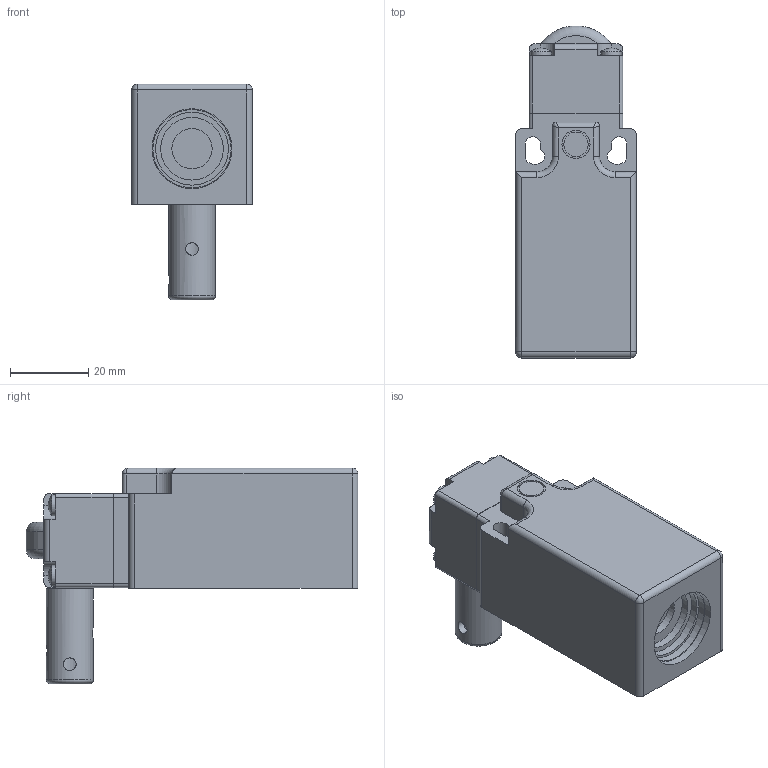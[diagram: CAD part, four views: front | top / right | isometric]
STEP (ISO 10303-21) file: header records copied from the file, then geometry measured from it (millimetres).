
FILE_DESCRIPTION(/* description */ ('STEP AP214'),/* implementation_level */ '2;1');
FILE_NAME(/* name */ 'IPR1896.stp',/* time_stamp */ '2022-07-11T16:21:06+02:00',/* author */ ('stefan.nesic'),/* organization */ (''),/* preprocessor_version */ 'ST-DEVELOPER v18.1',/* originating_system */ 'Autodesk Inventor 2021',/* authorisation */ '');
FILE_SCHEMA (('AUTOMOTIVE_DESIGN { 1 0 10303 214 3 1 1 }'));
Length unit declared in the file: millimetre
Products named in the file (1): IPR1896
Bounding box: 30.8 x 84.76 x 55.1 mm (x, y, z)
Volume: 64387.7 mm3; surface area: 16238.4 mm2
Topology: 3 solids, 3 shells, 132 faces, 320 edges, 204 vertices
Faces by surface type: plane 63, cylinder 56, sphere 6, torus 5, bspline 2
Full cylindrical faces by diameter (mm): 3.2 x2, 3.25 x1, 5.3 x4, 6.2 x1, 7.2 x1, 8 x1, 8.2 x1, 10.3 x1, 12 x1, 16 x1, 18.6 x1, 20 x1, 20.4 x1
Entity records: 4401 total; most frequent: CARTESIAN_POINT 1199, DIRECTION 669, ORIENTED_EDGE 632, EDGE_CURVE 316, AXIS2_PLACEMENT_3D 238, VERTEX_POINT 204, LINE 193, VECTOR 193
